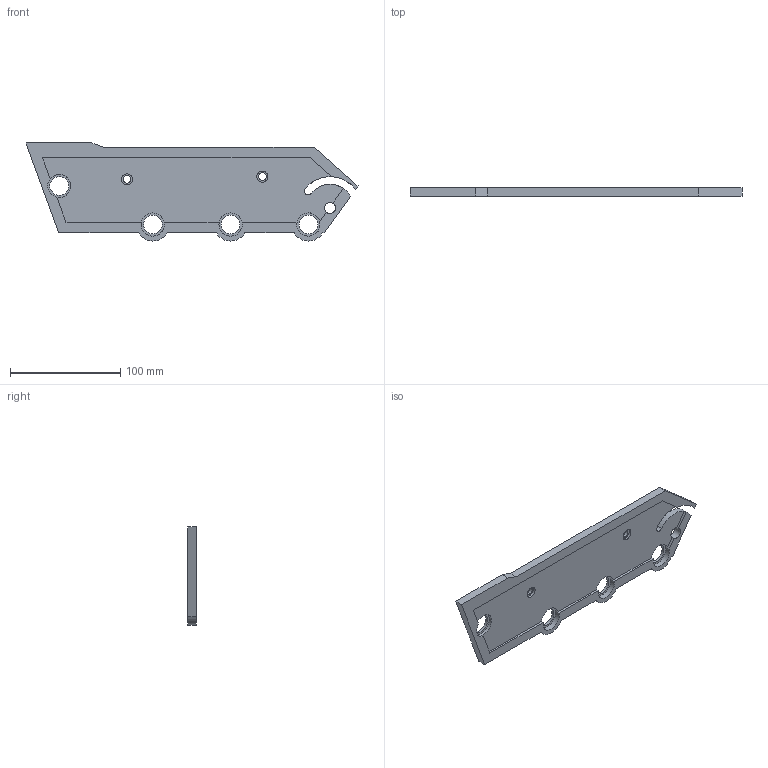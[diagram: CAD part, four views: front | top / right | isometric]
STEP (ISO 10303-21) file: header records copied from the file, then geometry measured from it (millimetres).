
FILE_DESCRIPTION(('STEP AP203'), '1');
FILE_NAME('áîêîâàÿ ïàíåëü', '', ('UNSPECIFIED'), ('UNSPECIFIED'), 'C3D Converter', 'C3D Toolkit', '');
FILE_SCHEMA(('CONFIG_CONTROL_DESIGN'));
Length unit declared in the file: millimetre
Bounding box: 301.46 x 7.5 x 89 mm (x, y, z)
Volume: 117963.6 mm3; surface area: 49234.8 mm2
Topology: 1 solids, 1 shells, 48 faces, 135 edges, 90 vertices
Faces by surface type: plane 29, cylinder 19
Full cylindrical faces by diameter (mm): 7 x2, 10.1 x3, 17 x4, 21.1 x4
Entity records: 1572 total; most frequent: DIRECTION 270, CARTESIAN_POINT 261, ORIENTED_EDGE 244, EDGE_CURVE 122, AXIS2_PLACEMENT_3D 99, VERTEX_POINT 90, EDGE_LOOP 76, LINE 72
